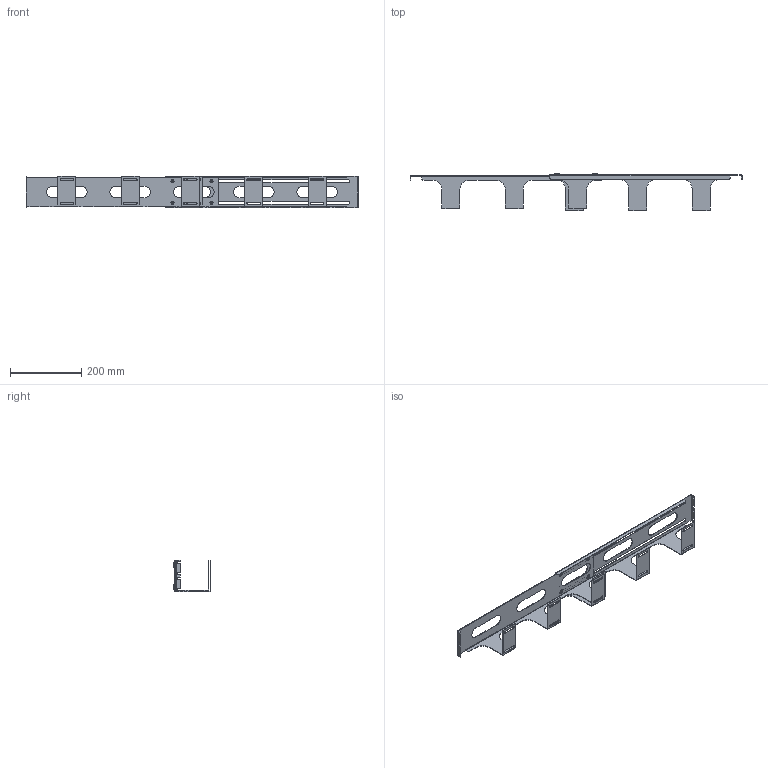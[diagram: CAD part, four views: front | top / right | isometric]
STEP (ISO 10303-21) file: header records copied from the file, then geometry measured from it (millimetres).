
FILE_DESCRIPTION (( 'STEP AP214' ), '1' );
FILE_NAME ('RDCM2136BK.STEP', '2020-11-11T14:52:06', ( '' ), ( '' ), 'SwSTEP 2.0', 'SolidWorks 2019', '' );
FILE_SCHEMA (( 'AUTOMOTIVE_DESIGN' ));
Length unit declared in the file: inch
Products named in the file (1): RDCM2136BK
Bounding box: 930 x 105.33 x 88.09 mm (x, y, z)
Volume: 192554.6 mm3; surface area: 280648.3 mm2
Topology: 18 solids, 18 shells, 449 faces, 1215 edges, 810 vertices
Faces by surface type: plane 266, cylinder 131, cone 36, bspline 16
Full cylindrical faces by diameter (mm): 4.039 x4, 7.036 x4, 7.137 x4, 7.938 x4, 12.954 x4
Entity records: 23660 total; most frequent: CARTESIAN_POINT 6515, ORIENTED_EDGE 2286, DIRECTION 2198, EDGE_CURVE 1143, VERTEX_POINT 786, AXIS2_PLACEMENT_3D 757, VECTOR 684, LINE 684
